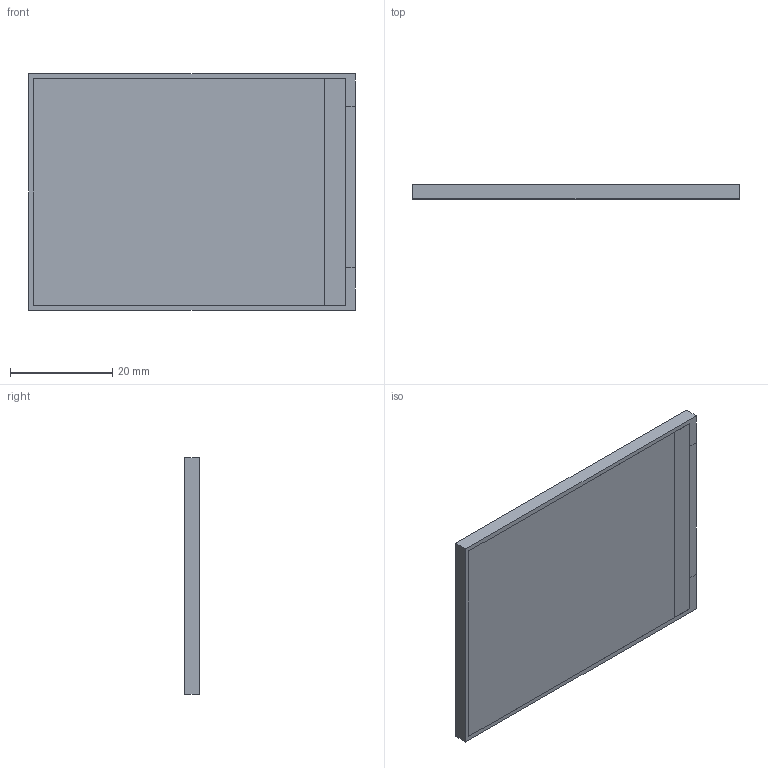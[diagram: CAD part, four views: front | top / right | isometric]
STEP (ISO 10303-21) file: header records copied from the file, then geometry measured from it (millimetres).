
FILE_DESCRIPTION(/* description */ (''),/* implementation_level */ '2;1');
FILE_NAME(/* name */ 'ER-TFT026-4.step',/* time_stamp */ '2018-07-02T18:17:43+02:00',/* author */ (''),/* organization */ (''),/* preprocessor_version */ 'ST-DEVELOPER v17',/* originating_system */ 'Autodesk Translation Framework v7.1.0.215',/* authorisation */ '');
FILE_SCHEMA (('AUTOMOTIVE_DESIGN { 1 0 10303 214 3 1 1 }'));
Length unit declared in the file: millimetre
Products named in the file (1): ER-TFT026-4
Bounding box: 63.76 x 2.76 x 46.18 mm (x, y, z)
Volume: 7920.3 mm3; surface area: 7775 mm2
Topology: 4 solids, 4 shells, 32 faces, 72 edges, 48 vertices
Faces by surface type: plane 32
Entity records: 937 total; most frequent: CARTESIAN_POINT 153, ORIENTED_EDGE 144, DIRECTION 138, LINE 72, VECTOR 72, EDGE_CURVE 72, VERTEX_POINT 48, AXIS2_PLACEMENT_3D 33
